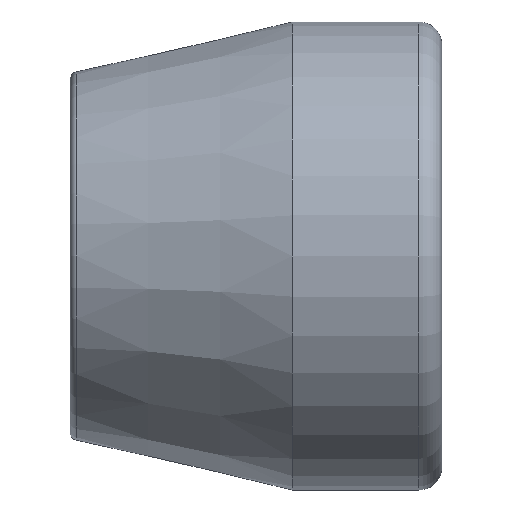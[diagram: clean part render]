
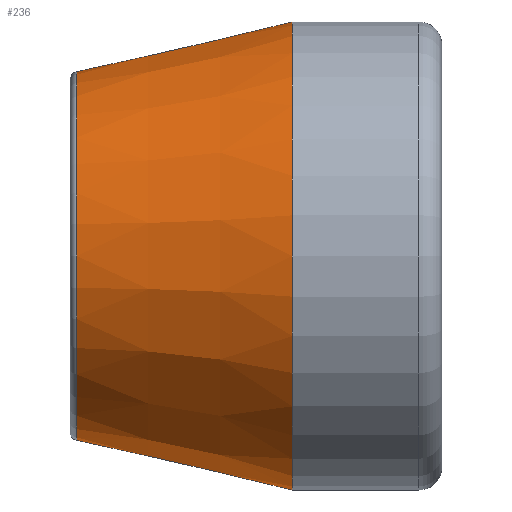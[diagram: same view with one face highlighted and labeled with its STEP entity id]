
A CAD part, front view. The second image highlights one B-rep face of the part: STEP entity #236.
In plain terms, the highlighted conical face has half-angle 13 degrees and reference radius 4.128 mm.
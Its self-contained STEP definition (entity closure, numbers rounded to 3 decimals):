
#182=CARTESIAN_POINT('',(4.401,4.636,0.0));
#183=VERTEX_POINT('',#182);
#184=CARTESIAN_POINT('',(4.401,0.,0.0));
#185=DIRECTION('',(1.0,0.0,0.0));
#186=DIRECTION('',(0.0,1.0,0.0));
#187=AXIS2_PLACEMENT_3D('',#184,#185,#186);
#188=CIRCLE('',#187,4.636);
#189=EDGE_CURVE('',#183,#183,#188,.T.);
#213=CARTESIAN_POINT('',(0.128,3.649,0.));
#214=VERTEX_POINT('',#213);
#215=CARTESIAN_POINT('',(0.128,0.0,0.));
#216=DIRECTION('',(-1.0,0.0,0.0));
#217=DIRECTION('',(0.0,-1.0,0.0));
#218=AXIS2_PLACEMENT_3D('',#215,#216,#217);
#219=CIRCLE('',#218,3.649);
#220=EDGE_CURVE('',#214,#214,#219,.T.);
#225=CARTESIAN_POINT('',(2.2,0.,0.0));
#226=DIRECTION('',(1.0,0.,0.0));
#227=DIRECTION('',(0.0,1.0,0.0));
#228=AXIS2_PLACEMENT_3D('',#225,#226,#227);
#229=CONICAL_SURFACE('',#228,4.128,13.);
#230=ORIENTED_EDGE('',*,*,#189,.F.);
#231=EDGE_LOOP('',(#230));
#232=FACE_OUTER_BOUND('',#231,.T.);
#233=ORIENTED_EDGE('',*,*,#220,.F.);
#234=EDGE_LOOP('',(#233));
#235=FACE_BOUND('',#234,.T.);
#236=ADVANCED_FACE('',(#232,#235),#229,.T.);
